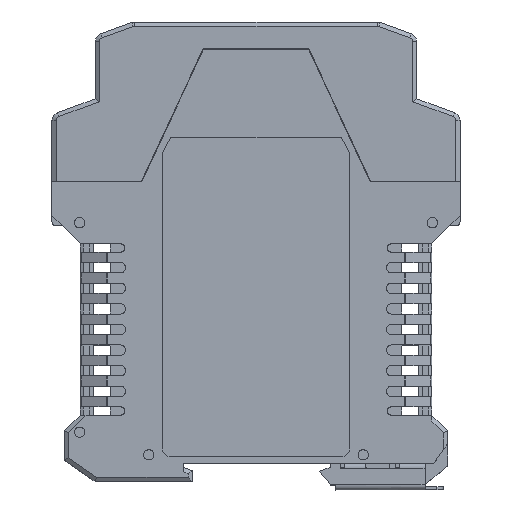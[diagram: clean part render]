
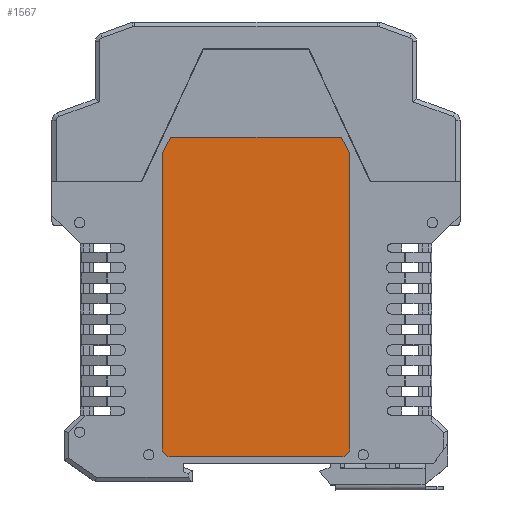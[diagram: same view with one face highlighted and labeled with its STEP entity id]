
A CAD part, top view. The second image highlights one B-rep face of the part: STEP entity #1567.
In plain terms, the highlighted planar face has unit normal (0, 0, 1).
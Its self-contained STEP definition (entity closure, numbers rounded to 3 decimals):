
#1363=CARTESIAN_POINT('',(20.712,-21.3,-0.3));
#1364=VERTEX_POINT('',#1363);
#1371=CARTESIAN_POINT('',(22.75,-25.3,-0.3));
#1372=VERTEX_POINT('',#1371);
#1373=CARTESIAN_POINT('',(22.75,-25.3,-0.3));
#1374=DIRECTION('',(-0.454,0.891,0.0));
#1375=VECTOR('',#1374,4.489);
#1376=LINE('',#1373,#1375);
#1377=EDGE_CURVE('',#1372,#1364,#1376,.T.);
#1395=CARTESIAN_POINT('',(22.75,-96.8,-0.3));
#1396=VERTEX_POINT('',#1395);
#1397=CARTESIAN_POINT('',(22.75,-96.8,-0.3));
#1398=DIRECTION('',(0.0,1.0,0.0));
#1399=VECTOR('',#1398,71.5);
#1400=LINE('',#1397,#1399);
#1401=EDGE_CURVE('',#1396,#1372,#1400,.T.);
#1419=CARTESIAN_POINT('',(20.75,-98.8,-0.3));
#1420=VERTEX_POINT('',#1419);
#1421=CARTESIAN_POINT('',(20.75,-96.8,-0.3));
#1422=DIRECTION('',(0.0,0.0,1.0));
#1423=DIRECTION('',(0.0,-1.0,0.0));
#1424=AXIS2_PLACEMENT_3D('',#1421,#1422,#1423);
#1425=CIRCLE('',#1424,2.0);
#1426=EDGE_CURVE('',#1420,#1396,#1425,.T.);
#1444=CARTESIAN_POINT('',(-20.75,-98.8,-0.3));
#1445=VERTEX_POINT('',#1444);
#1446=CARTESIAN_POINT('',(-20.75,-98.8,-0.3));
#1447=DIRECTION('',(1.0,0.0,0.0));
#1448=VECTOR('',#1447,41.5);
#1449=LINE('',#1446,#1448);
#1450=EDGE_CURVE('',#1445,#1420,#1449,.T.);
#1468=CARTESIAN_POINT('',(-22.75,-96.8,-0.3));
#1469=VERTEX_POINT('',#1468);
#1470=CARTESIAN_POINT('',(-20.75,-96.8,-0.3));
#1471=DIRECTION('',(0.0,0.0,1.0));
#1472=DIRECTION('',(-1.0,0.0,0.0));
#1473=AXIS2_PLACEMENT_3D('',#1470,#1471,#1472);
#1474=CIRCLE('',#1473,2.0);
#1475=EDGE_CURVE('',#1469,#1445,#1474,.T.);
#1493=CARTESIAN_POINT('',(-22.75,-25.3,-0.3));
#1494=VERTEX_POINT('',#1493);
#1495=CARTESIAN_POINT('',(-22.75,-25.3,-0.3));
#1496=DIRECTION('',(0.0,-1.0,0.0));
#1497=VECTOR('',#1496,71.5);
#1498=LINE('',#1495,#1497);
#1499=EDGE_CURVE('',#1494,#1469,#1498,.T.);
#1517=CARTESIAN_POINT('',(-20.712,-21.3,-0.3));
#1518=VERTEX_POINT('',#1517);
#1519=CARTESIAN_POINT('',(-20.712,-21.3,-0.3));
#1520=DIRECTION('',(-0.454,-0.891,0.0));
#1521=VECTOR('',#1520,4.489);
#1522=LINE('',#1519,#1521);
#1523=EDGE_CURVE('',#1518,#1494,#1522,.T.);
#1541=CARTESIAN_POINT('',(20.712,-21.3,-0.3));
#1542=DIRECTION('',(-1.0,0.0,0.0));
#1543=VECTOR('',#1542,41.424);
#1544=LINE('',#1541,#1543);
#1545=EDGE_CURVE('',#1364,#1518,#1544,.T.);
#1552=CARTESIAN_POINT('',(-25.025,-102.675,-0.3));
#1553=DIRECTION('',(0.0,0.0,1.0));
#1554=DIRECTION('',(1.0,0.0,0.0));
#1555=AXIS2_PLACEMENT_3D('',#1552,#1553,#1554);
#1556=PLANE('',#1555);
#1557=ORIENTED_EDGE('',*,*,#1545,.T.);
#1558=ORIENTED_EDGE('',*,*,#1523,.T.);
#1559=ORIENTED_EDGE('',*,*,#1499,.T.);
#1560=ORIENTED_EDGE('',*,*,#1475,.T.);
#1561=ORIENTED_EDGE('',*,*,#1450,.T.);
#1562=ORIENTED_EDGE('',*,*,#1426,.T.);
#1563=ORIENTED_EDGE('',*,*,#1401,.T.);
#1564=ORIENTED_EDGE('',*,*,#1377,.T.);
#1565=EDGE_LOOP('',(#1557,#1558,#1559,#1560,#1561,#1562,#1563,#1564));
#1566=FACE_OUTER_BOUND('',#1565,.T.);
#1567=ADVANCED_FACE('',(#1566),#1556,.T.);
